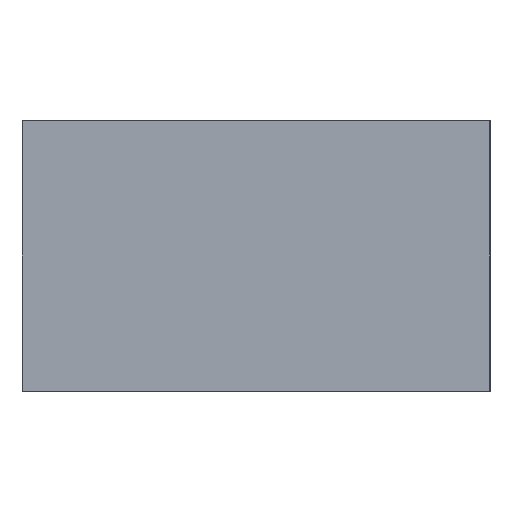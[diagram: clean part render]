
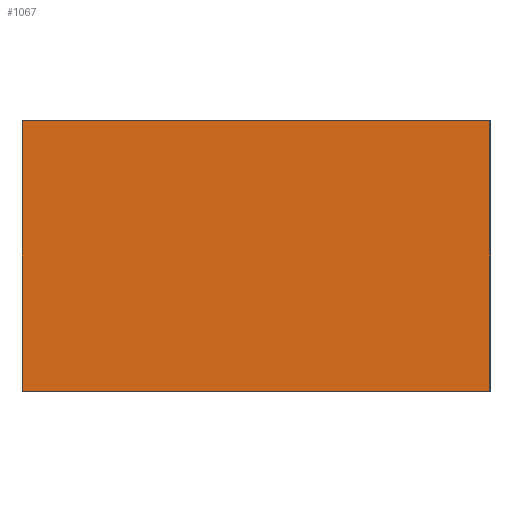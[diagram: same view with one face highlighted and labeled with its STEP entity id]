
A CAD part, left-side view. The second image highlights one B-rep face of the part: STEP entity #1067.
In plain terms, the highlighted planar face has unit normal (-1, 0, 0).
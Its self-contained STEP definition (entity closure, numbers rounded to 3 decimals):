
#20 = ORIENTED_EDGE ( 'NONE', *, *, #94, .T. ) ;
#21 = ORIENTED_EDGE ( 'NONE', *, *, #98, .F. ) ;
#22 = ORIENTED_EDGE ( 'NONE', *, *, #97, .F. ) ;
#23 = ORIENTED_EDGE ( 'NONE', *, *, #96, .T. ) ;
#94 = EDGE_CURVE ( 'NONE', #926, #826, #662, .T. ) ;
#96 = EDGE_CURVE ( 'NONE', #826, #880, #666, .T. ) ;
#97 = EDGE_CURVE ( 'NONE', #835, #880, #668, .T. ) ;
#98 = EDGE_CURVE ( 'NONE', #926, #835, #664, .T. ) ;
#155 = AXIS2_PLACEMENT_3D ( 'NONE', #972, #979, #980 ) ;
#227 = CARTESIAN_POINT ( 'NONE',  ( -0.875, 0.475, 291599.719 ) ) ;
#232 = CARTESIAN_POINT ( 'NONE',  ( -0.875, 0.475, 0. ) ) ;
#234 = DIRECTION ( 'NONE',  ( 0., -1., 0. ) ) ;
#236 = CARTESIAN_POINT ( 'NONE',  ( -0.875, -0.475, 291599.719 ) ) ;
#237 = DIRECTION ( 'NONE',  ( 0., 0., 1. ) ) ;
#238 = CARTESIAN_POINT ( 'NONE',  ( -0.875, 0.475, 0.55 ) ) ;
#240 = DIRECTION ( 'NONE',  ( 0., -1., 0. ) ) ;
#241 = DIRECTION ( 'NONE',  ( 0., 0., 1. ) ) ;
#275 = CARTESIAN_POINT ( 'NONE',  ( -0.875, 0.475, 0.55 ) ) ;
#276 = CARTESIAN_POINT ( 'NONE',  ( -0.875, -0.475, 0. ) ) ;
#290 = CARTESIAN_POINT ( 'NONE',  ( -0.875, -0.475, 0.55 ) ) ;
#303 = CARTESIAN_POINT ( 'NONE',  ( -0.875, 0.475, 0. ) ) ;
#662 = LINE ( 'NONE', #232, #665 ) ;
#664 = LINE ( 'NONE', #227, #673 ) ;
#665 = VECTOR ( 'NONE', #234, 1000. ) ;
#666 = LINE ( 'NONE', #236, #669 ) ;
#668 = LINE ( 'NONE', #238, #671 ) ;
#669 = VECTOR ( 'NONE', #237, 1000. ) ;
#671 = VECTOR ( 'NONE', #240, 1000. ) ;
#673 = VECTOR ( 'NONE', #241, 1000. ) ;
#736 = FACE_OUTER_BOUND ( 'NONE', #941, .T. ) ;
#826 = VERTEX_POINT ( 'NONE', #276 ) ;
#835 = VERTEX_POINT ( 'NONE', #275 ) ;
#880 = VERTEX_POINT ( 'NONE', #290 ) ;
#926 = VERTEX_POINT ( 'NONE', #303 ) ;
#941 = EDGE_LOOP ( 'NONE', ( #23, #22, #21, #20 ) ) ;
#971 = PLANE ( 'NONE',  #155 ) ;
#972 = CARTESIAN_POINT ( 'NONE',  ( -0.875, 0.475, 291599.719 ) ) ;
#979 = DIRECTION ( 'NONE',  ( 1., 0., 0. ) ) ;
#980 = DIRECTION ( 'NONE',  ( 0., 0., -1. ) ) ;
#1067 = ADVANCED_FACE ( 'NONE', ( #736 ), #971, .F. ) ;
